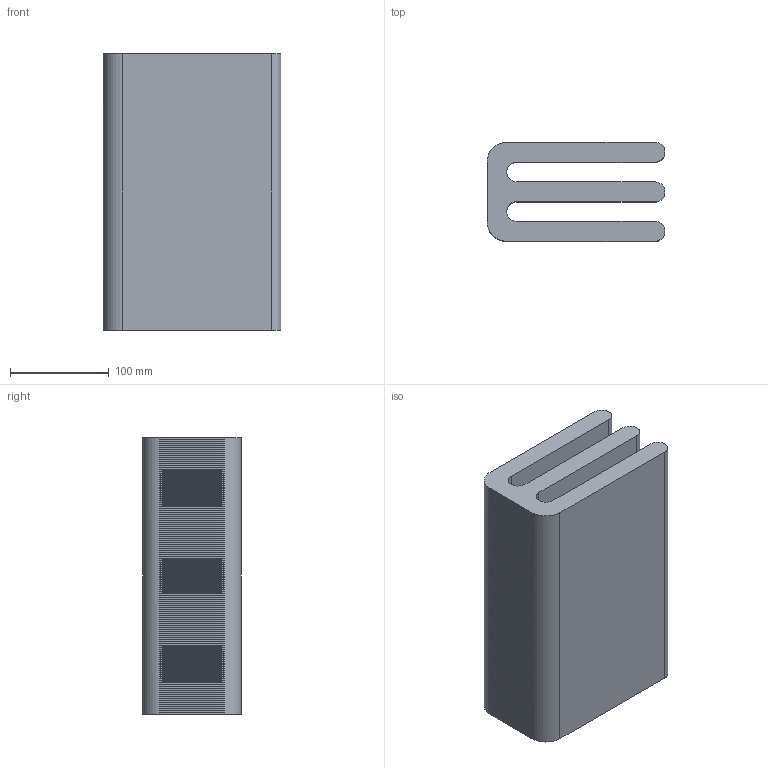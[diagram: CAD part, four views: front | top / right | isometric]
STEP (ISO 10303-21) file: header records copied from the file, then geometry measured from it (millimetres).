
FILE_DESCRIPTION(/* description */ (''),/* implementation_level */ '2;1');
FILE_NAME(/* name */ 'SpeedTestStructure',/* time_stamp */ '2025-03-28T17:05:06+03:00',/* author */ (''),/* organization */ (''),/* preprocessor_version */ 'ST-DEVELOPER v16.5',/* originating_system */ 'Rhino 7.34',/* authorisation */ '');
FILE_SCHEMA (('CONFIG_CONTROL_DESIGN'));
Length unit declared in the file: millimetre
Products named in the file (1): Document
Bounding box: 180 x 100 x 280 mm (x, y, z)
Volume: 3188183.5 mm3; surface area: 343421.8 mm2
Topology: 1 solids, 1 shells, 433 faces, 1293 edges, 862 vertices
Faces by surface type: plane 426, cylinder 7
Entity records: 18190 total; most frequent: CARTESIAN_POINT 9898, ORIENTED_EDGE 2586, EDGE_CURVE 1293, B_SPLINE_CURVE_WITH_KNOTS 1278, VERTEX_POINT 862, ADVANCED_FACE 433, FACE_OUTER_BOUND 433, EDGE_LOOP 433
